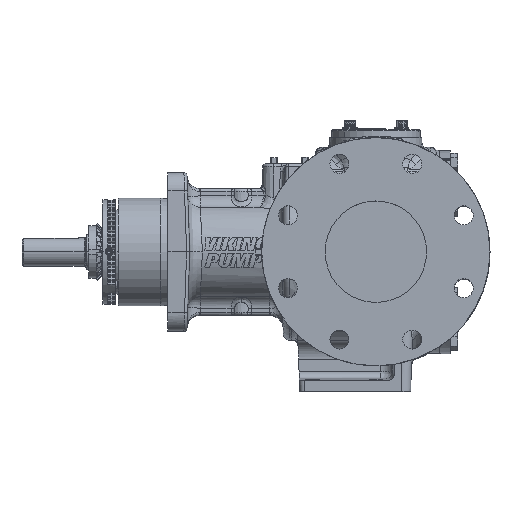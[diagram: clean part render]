
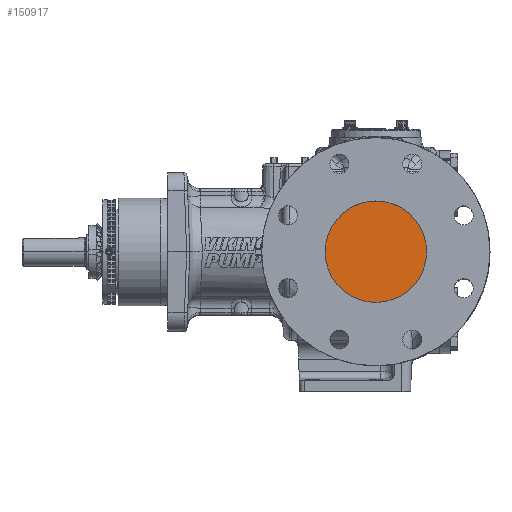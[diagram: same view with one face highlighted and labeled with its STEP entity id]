
A CAD part, top view. The second image highlights one B-rep face of the part: STEP entity #150917.
In plain terms, the highlighted planar face has unit normal (0, 0, 1).
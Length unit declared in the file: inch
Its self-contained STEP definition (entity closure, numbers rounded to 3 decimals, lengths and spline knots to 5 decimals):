
#1030 = EDGE_LOOP ( 'NONE', ( #142537, #140324 ) ) ;
#23560 = EDGE_CURVE ( 'NONE', #36819, #30814, #67574, .T. ) ;
#25941 = AXIS2_PLACEMENT_3D ( 'NONE', #59198, #154362, #72932 ) ;
#27152 = FACE_OUTER_BOUND ( 'NONE', #1030, .T. ) ;
#30814 = VERTEX_POINT ( 'NONE', #66385 ) ;
#36819 = VERTEX_POINT ( 'NONE', #96304 ) ;
#59198 = CARTESIAN_POINT ( 'NONE',  ( -2.5, 0., 6.25 ) ) ;
#63689 = DIRECTION ( 'NONE',  ( 0., 0., 1. ) ) ;
#66385 = CARTESIAN_POINT ( 'NONE',  ( -0.5, 0., 6.25 ) ) ;
#67574 = CIRCLE ( 'NONE', #107401, 2. ) ;
#72932 = DIRECTION ( 'NONE',  ( 1., 0., 0. ) ) ;
#96304 = CARTESIAN_POINT ( 'NONE',  ( -4.5, 0., 6.25 ) ) ;
#99427 = CIRCLE ( 'NONE', #119220, 2. ) ;
#107401 = AXIS2_PLACEMENT_3D ( 'NONE', #174861, #174280, #173953 ) ;
#119220 = AXIS2_PLACEMENT_3D ( 'NONE', #145205, #63689, #158842 ) ;
#140324 = ORIENTED_EDGE ( 'NONE', *, *, #155265, .T. ) ;
#142537 = ORIENTED_EDGE ( 'NONE', *, *, #23560, .T. ) ;
#145205 = CARTESIAN_POINT ( 'NONE',  ( -2.5, 0., 6.25 ) ) ;
#150917 = ADVANCED_FACE ( 'NONE', ( #27152 ), #167378, .T. ) ;
#154362 = DIRECTION ( 'NONE',  ( 0., 0., 1. ) ) ;
#155265 = EDGE_CURVE ( 'NONE', #30814, #36819, #99427, .T. ) ;
#158842 = DIRECTION ( 'NONE',  ( 1., 0., 0. ) ) ;
#167378 = PLANE ( 'NONE',  #25941 ) ;
#173953 = DIRECTION ( 'NONE',  ( 1., 0., 0. ) ) ;
#174280 = DIRECTION ( 'NONE',  ( 0., 0., 1. ) ) ;
#174861 = CARTESIAN_POINT ( 'NONE',  ( -2.5, 0., 6.25 ) ) ;
